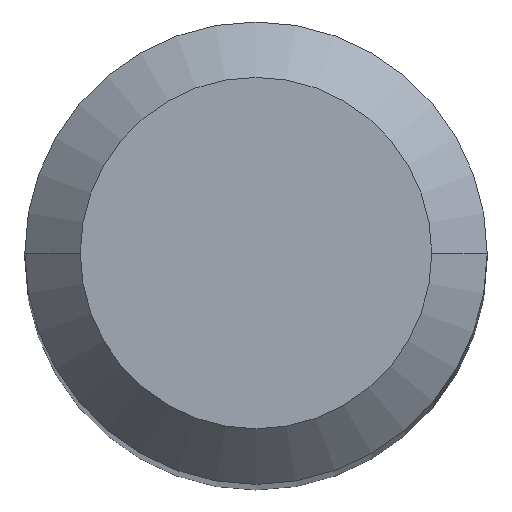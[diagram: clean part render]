
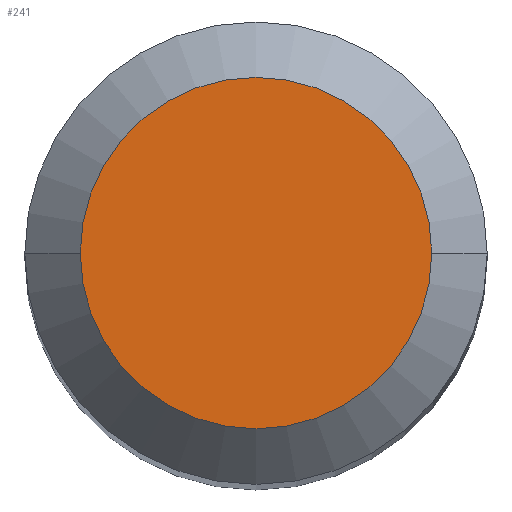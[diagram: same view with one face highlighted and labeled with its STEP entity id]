
A CAD part, top view. The second image highlights one B-rep face of the part: STEP entity #241.
In plain terms, the highlighted planar face has unit normal (0, 0, 1).
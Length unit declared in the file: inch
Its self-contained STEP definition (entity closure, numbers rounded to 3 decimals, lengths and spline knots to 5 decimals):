
#30 = DIRECTION ( 'NONE',  ( 0., 0., -1. ) ) ;
#64 = DIRECTION ( 'NONE',  ( 0., 0., 1. ) ) ;
#109 = VERTEX_POINT ( 'NONE', #305 ) ;
#158 = ORIENTED_EDGE ( 'NONE', *, *, #228, .T. ) ;
#165 = DIRECTION ( 'NONE',  ( 0., 0., 1. ) ) ;
#205 = DIRECTION ( 'NONE',  ( 1., 0., 0. ) ) ;
#207 = CARTESIAN_POINT ( 'NONE',  ( 0., 0., 0. ) ) ;
#216 = EDGE_LOOP ( 'NONE', ( #158, #437 ) ) ;
#228 = EDGE_CURVE ( 'NONE', #441, #109, #314, .T. ) ;
#239 = CARTESIAN_POINT ( 'NONE',  ( 0., 0., 0. ) ) ;
#241 = ADVANCED_FACE ( 'NONE', ( #343 ), #278, .F. ) ;
#259 = CIRCLE ( 'NONE', #448, 0.0475 ) ;
#278 = PLANE ( 'NONE',  #346 ) ;
#305 = CARTESIAN_POINT ( 'NONE',  ( 0.0475, 0., 0. ) ) ;
#314 = CIRCLE ( 'NONE', #378, 0.0475 ) ;
#317 = EDGE_CURVE ( 'NONE', #109, #441, #259, .T. ) ;
#343 = FACE_OUTER_BOUND ( 'NONE', #216, .T. ) ;
#346 = AXIS2_PLACEMENT_3D ( 'NONE', #386, #30, #423 ) ;
#360 = CARTESIAN_POINT ( 'NONE',  ( -0.0475, 0., 0. ) ) ;
#378 = AXIS2_PLACEMENT_3D ( 'NONE', #207, #165, #387 ) ;
#386 = CARTESIAN_POINT ( 'NONE',  ( 0., 0.0475, 0. ) ) ;
#387 = DIRECTION ( 'NONE',  ( 1., 0., 0. ) ) ;
#423 = DIRECTION ( 'NONE',  ( -1., 0., 0. ) ) ;
#437 = ORIENTED_EDGE ( 'NONE', *, *, #317, .T. ) ;
#441 = VERTEX_POINT ( 'NONE', #360 ) ;
#448 = AXIS2_PLACEMENT_3D ( 'NONE', #239, #64, #205 ) ;
